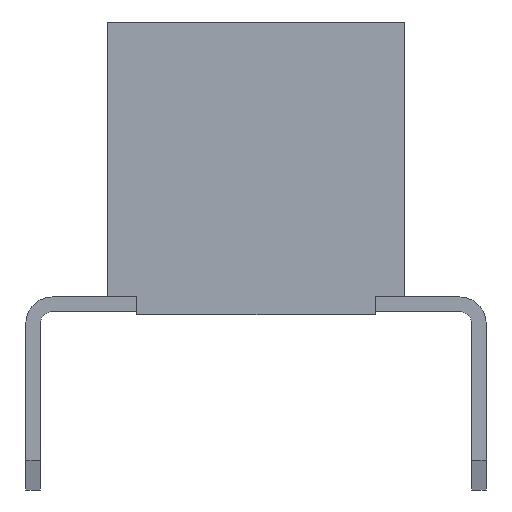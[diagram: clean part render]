
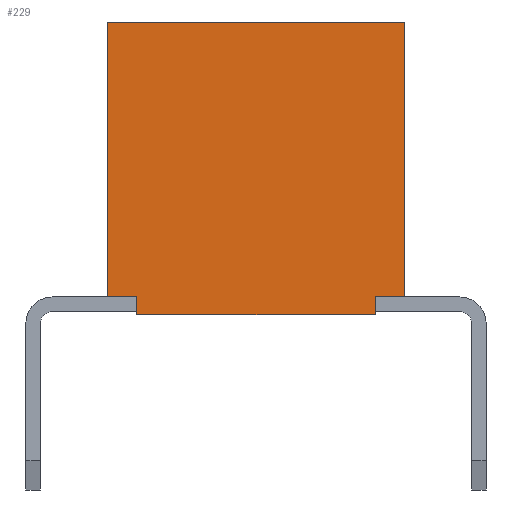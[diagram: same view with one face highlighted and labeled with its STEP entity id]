
A CAD part, left-side view. The second image highlights one B-rep face of the part: STEP entity #229.
In plain terms, the highlighted planar face has unit normal (-1, 0, 0).
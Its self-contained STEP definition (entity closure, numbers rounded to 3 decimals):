
#229=ADVANCED_FACE('',(#1016),#648,.T.);
#648=PLANE('',#8236);
#1016=FACE_OUTER_BOUND('',#1464,.T.);
#1464=EDGE_LOOP('',(#2226,#2227,#2228,#2229,#2230,#2231,#2232,#2233));
#2226=ORIENTED_EDGE('',*,*,#5267,.T.);
#2227=ORIENTED_EDGE('',*,*,#5265,.T.);
#2228=ORIENTED_EDGE('',*,*,#5278,.F.);
#2229=ORIENTED_EDGE('',*,*,#5109,.T.);
#2230=ORIENTED_EDGE('',*,*,#5279,.T.);
#2231=ORIENTED_EDGE('',*,*,#5280,.T.);
#2232=ORIENTED_EDGE('',*,*,#5281,.F.);
#2233=ORIENTED_EDGE('',*,*,#5105,.T.);
#4369=VERTEX_POINT('',#11203);
#4370=VERTEX_POINT('',#11205);
#4373=VERTEX_POINT('',#11211);
#4374=VERTEX_POINT('',#11213);
#4527=VERTEX_POINT('',#11520);
#4529=VERTEX_POINT('',#11524);
#4530=VERTEX_POINT('',#11542);
#4531=VERTEX_POINT('',#11544);
#5105=EDGE_CURVE('',#4370,#4369,#6269,.T.);
#5109=EDGE_CURVE('',#4374,#4373,#6273,.T.);
#5265=EDGE_CURVE('',#4527,#4529,#6429,.T.);
#5267=EDGE_CURVE('',#4369,#4527,#6431,.T.);
#5278=EDGE_CURVE('',#4374,#4529,#6442,.T.);
#5279=EDGE_CURVE('',#4373,#4530,#6443,.T.);
#5280=EDGE_CURVE('',#4530,#4531,#6444,.T.);
#5281=EDGE_CURVE('',#4370,#4531,#6445,.T.);
#6269=LINE('',#11204,#7331);
#6273=LINE('',#11212,#7335);
#6429=LINE('',#11525,#7491);
#6431=LINE('',#11528,#7493);
#6442=LINE('',#11540,#7504);
#6443=LINE('',#11541,#7505);
#6444=LINE('',#11543,#7506);
#6445=LINE('',#11545,#7507);
#7331=VECTOR('',#8937,1.);
#7335=VECTOR('',#8941,1.);
#7491=VECTOR('',#9099,1.);
#7493=VECTOR('',#9103,1.);
#7504=VECTOR('',#9116,1.);
#7505=VECTOR('',#9117,1.);
#7506=VECTOR('',#9118,1.);
#7507=VECTOR('',#9119,1.);
#8236=AXIS2_PLACEMENT_3D('',#11546,#9120,#9121);
#8937=DIRECTION('',(0.,-1.,0.));
#8941=DIRECTION('',(0.,-1.,0.));
#9099=DIRECTION('',(0.,1.,0.));
#9103=DIRECTION('',(0.,0.,1.));
#9116=DIRECTION('',(0.,0.,1.));
#9117=DIRECTION('',(0.,0.,-1.));
#9118=DIRECTION('',(0.,-1.,0.));
#9119=DIRECTION('',(0.,0.,-1.));
#9120=DIRECTION('',(-1.,0.,0.));
#9121=DIRECTION('',(0.,0.,1.));
#11203=CARTESIAN_POINT('',(0.,0.,0.));
#11204=CARTESIAN_POINT('',(0.,2.54,0.));
#11205=CARTESIAN_POINT('',(0.,0.5,0.));
#11211=CARTESIAN_POINT('',(0.,4.58,0.));
#11212=CARTESIAN_POINT('',(0.,2.54,0.));
#11213=CARTESIAN_POINT('',(0.,5.08,0.));
#11520=CARTESIAN_POINT('',(0.,0.,4.7));
#11524=CARTESIAN_POINT('',(0.,5.08,4.7));
#11525=CARTESIAN_POINT('',(0.,2.54,4.7));
#11528=CARTESIAN_POINT('',(0.,0.,0.));
#11540=CARTESIAN_POINT('',(0.,5.08,0.));
#11541=CARTESIAN_POINT('',(0.,4.58,-0.3));
#11542=CARTESIAN_POINT('',(0.,4.58,-0.3));
#11543=CARTESIAN_POINT('',(0.,4.58,-0.3));
#11544=CARTESIAN_POINT('',(0.,0.5,-0.3));
#11545=CARTESIAN_POINT('',(0.,0.5,-0.3));
#11546=CARTESIAN_POINT('',(0.,2.54,0.));
